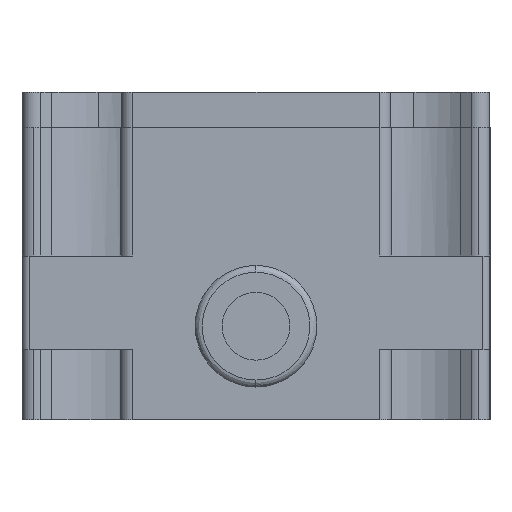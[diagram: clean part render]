
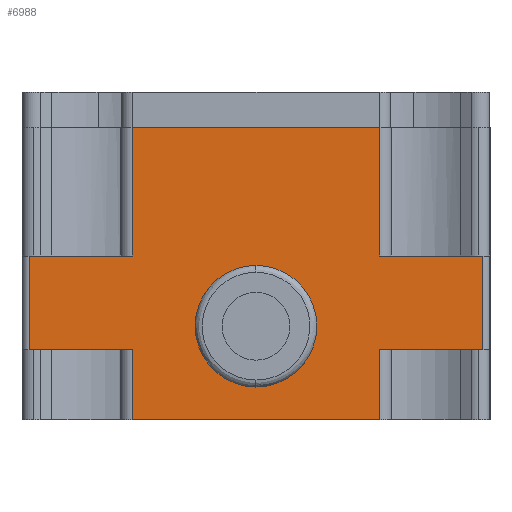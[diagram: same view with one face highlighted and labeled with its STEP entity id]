
A CAD part, left-side view. The second image highlights one B-rep face of the part: STEP entity #6988.
In plain terms, the highlighted planar face has unit normal (-1, 0, 0).
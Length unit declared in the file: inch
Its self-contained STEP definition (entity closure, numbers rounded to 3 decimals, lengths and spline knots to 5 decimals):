
#16 = CARTESIAN_POINT ( 'NONE',  ( 0., -0.38189, 0.27559 ) ) ;
#34 = AXIS2_PLACEMENT_3D ( 'NONE', #5469, #2440, #2394 ) ;
#180 = DIRECTION ( 'NONE',  ( 0., -1., 0. ) ) ;
#227 = VERTEX_POINT ( 'NONE', #6443 ) ;
#228 = VERTEX_POINT ( 'NONE', #5239 ) ;
#239 = CARTESIAN_POINT ( 'NONE',  ( 0., -0.38189, 0.11811 ) ) ;
#260 = VECTOR ( 'NONE', #180, 39.37008 ) ;
#359 = CARTESIAN_POINT ( 'NONE',  ( 0., -0.20828, 0.11811 ) ) ;
#370 = CARTESIAN_POINT ( 'NONE',  ( 0., 0.20828, 0.11811 ) ) ;
#403 = DIRECTION ( 'NONE',  ( 0., 1., 0. ) ) ;
#478 = LINE ( 'NONE', #4891, #6655 ) ;
#485 = ORIENTED_EDGE ( 'NONE', *, *, #3404, .T. ) ;
#508 = EDGE_CURVE ( 'NONE', #227, #3767, #3682, .T. ) ;
#509 = ORIENTED_EDGE ( 'NONE', *, *, #7243, .T. ) ;
#729 = VERTEX_POINT ( 'NONE', #2062 ) ;
#771 = CARTESIAN_POINT ( 'NONE',  ( 0., 0.38189, 0.11811 ) ) ;
#791 = ORIENTED_EDGE ( 'NONE', *, *, #3456, .T. ) ;
#844 = CARTESIAN_POINT ( 'NONE',  ( 0., 0., 0.25984 ) ) ;
#864 = VECTOR ( 'NONE', #3742, 39.37008 ) ;
#980 = VERTEX_POINT ( 'NONE', #2338 ) ;
#983 = EDGE_LOOP ( 'NONE', ( #485, #7552, #4319, #3819, #791, #6960, #3892, #5383, #3259, #509, #7589, #2194 ) ) ;
#1010 = DIRECTION ( 'NONE',  ( 0., 0., -1. ) ) ;
#1059 = CARTESIAN_POINT ( 'NONE',  ( 0., 0., 0.05512 ) ) ;
#1129 = EDGE_CURVE ( 'NONE', #3099, #228, #2641, .T. ) ;
#1179 = EDGE_CURVE ( 'NONE', #3497, #4808, #478, .T. ) ;
#1233 = DIRECTION ( 'NONE',  ( 1., 0., 0. ) ) ;
#1321 = VERTEX_POINT ( 'NONE', #844 ) ;
#1345 = EDGE_LOOP ( 'NONE', ( #1798, #7686 ) ) ;
#1639 = FACE_OUTER_BOUND ( 'NONE', #983, .T. ) ;
#1798 = ORIENTED_EDGE ( 'NONE', *, *, #7030, .T. ) ;
#2059 = DIRECTION ( 'NONE',  ( 0., 0., 1. ) ) ;
#2062 = CARTESIAN_POINT ( 'NONE',  ( 0., -0.38189, 0.11811 ) ) ;
#2194 = ORIENTED_EDGE ( 'NONE', *, *, #5124, .T. ) ;
#2207 = DIRECTION ( 'NONE',  ( 0., 0., 1. ) ) ;
#2223 = CARTESIAN_POINT ( 'NONE',  ( 0., -0.38189, 0.49213 ) ) ;
#2288 = CIRCLE ( 'NONE', #4310, 0.10236 ) ;
#2338 = CARTESIAN_POINT ( 'NONE',  ( 0., 0.20828, 0.49213 ) ) ;
#2368 = EDGE_CURVE ( 'NONE', #2940, #7341, #2856, .T. ) ;
#2394 = DIRECTION ( 'NONE',  ( 0., 0., 1. ) ) ;
#2397 = VERTEX_POINT ( 'NONE', #6912 ) ;
#2440 = DIRECTION ( 'NONE',  ( -1., 0., 0. ) ) ;
#2569 = VERTEX_POINT ( 'NONE', #1059 ) ;
#2601 = DIRECTION ( 'NONE',  ( 0., 0., -1. ) ) ;
#2626 = CARTESIAN_POINT ( 'NONE',  ( 0., 0.20828, 0. ) ) ;
#2641 = LINE ( 'NONE', #16, #864 ) ;
#2701 = CARTESIAN_POINT ( 'NONE',  ( 0., -0.20828, 0.11811 ) ) ;
#2856 = LINE ( 'NONE', #4367, #6882 ) ;
#2940 = VERTEX_POINT ( 'NONE', #5336 ) ;
#2974 = DIRECTION ( 'NONE',  ( 0., -1., 0. ) ) ;
#3067 = CARTESIAN_POINT ( 'NONE',  ( 0., 0., 0.15748 ) ) ;
#3099 = VERTEX_POINT ( 'NONE', #5539 ) ;
#3122 = VECTOR ( 'NONE', #2059, 39.37008 ) ;
#3180 = LINE ( 'NONE', #370, #4206 ) ;
#3259 = ORIENTED_EDGE ( 'NONE', *, *, #5032, .T. ) ;
#3301 = DIRECTION ( 'NONE',  ( 1., 0., 0. ) ) ;
#3404 = EDGE_CURVE ( 'NONE', #2397, #980, #5817, .T. ) ;
#3456 = EDGE_CURVE ( 'NONE', #7026, #3497, #5436, .T. ) ;
#3497 = VERTEX_POINT ( 'NONE', #5348 ) ;
#3584 = CARTESIAN_POINT ( 'NONE',  ( 0., 0.38189, 0.11811 ) ) ;
#3644 = VECTOR ( 'NONE', #6159, 39.37008 ) ;
#3682 = LINE ( 'NONE', #4762, #6292 ) ;
#3725 = LINE ( 'NONE', #4298, #6433 ) ;
#3742 = DIRECTION ( 'NONE',  ( 0., 1., 0. ) ) ;
#3767 = VERTEX_POINT ( 'NONE', #2701 ) ;
#3819 = ORIENTED_EDGE ( 'NONE', *, *, #4931, .T. ) ;
#3837 = CARTESIAN_POINT ( 'NONE',  ( 0., -0.38189, 0.11811 ) ) ;
#3892 = ORIENTED_EDGE ( 'NONE', *, *, #5432, .T. ) ;
#4044 = CARTESIAN_POINT ( 'NONE',  ( 0., -0.38189, 0.11811 ) ) ;
#4206 = VECTOR ( 'NONE', #1010, 39.37008 ) ;
#4231 = VECTOR ( 'NONE', #403, 39.37008 ) ;
#4298 = CARTESIAN_POINT ( 'NONE',  ( 0., -0.38189, 0. ) ) ;
#4310 = AXIS2_PLACEMENT_3D ( 'NONE', #3067, #1233, #7218 ) ;
#4319 = ORIENTED_EDGE ( 'NONE', *, *, #2368, .T. ) ;
#4367 = CARTESIAN_POINT ( 'NONE',  ( 0., -0.38189, 0.27559 ) ) ;
#4480 = DIRECTION ( 'NONE',  ( 0., 0., 1. ) ) ;
#4566 = EDGE_CURVE ( 'NONE', #980, #2940, #3180, .T. ) ;
#4657 = LINE ( 'NONE', #239, #260 ) ;
#4762 = CARTESIAN_POINT ( 'NONE',  ( 0., -0.20828, 0.11811 ) ) ;
#4808 = VERTEX_POINT ( 'NONE', #2626 ) ;
#4891 = CARTESIAN_POINT ( 'NONE',  ( 0., 0.20828, 0.11811 ) ) ;
#4931 = EDGE_CURVE ( 'NONE', #7341, #7026, #5607, .T. ) ;
#5032 = EDGE_CURVE ( 'NONE', #3767, #729, #4657, .T. ) ;
#5124 = EDGE_CURVE ( 'NONE', #228, #2397, #6068, .T. ) ;
#5239 = CARTESIAN_POINT ( 'NONE',  ( 0., -0.20828, 0.27559 ) ) ;
#5336 = CARTESIAN_POINT ( 'NONE',  ( 0., 0.20828, 0.27559 ) ) ;
#5348 = CARTESIAN_POINT ( 'NONE',  ( 0., 0.20828, 0.11811 ) ) ;
#5383 = ORIENTED_EDGE ( 'NONE', *, *, #508, .T. ) ;
#5415 = PLANE ( 'NONE',  #34 ) ;
#5432 = EDGE_CURVE ( 'NONE', #4808, #227, #3725, .T. ) ;
#5436 = LINE ( 'NONE', #4044, #5808 ) ;
#5469 = CARTESIAN_POINT ( 'NONE',  ( 0., -0.38189, 0.11811 ) ) ;
#5539 = CARTESIAN_POINT ( 'NONE',  ( 0., -0.38189, 0.27559 ) ) ;
#5607 = LINE ( 'NONE', #771, #3644 ) ;
#5707 = AXIS2_PLACEMENT_3D ( 'NONE', #5733, #3301, #4480 ) ;
#5725 = CIRCLE ( 'NONE', #5707, 0.10236 ) ;
#5733 = CARTESIAN_POINT ( 'NONE',  ( 0., 0., 0.15748 ) ) ;
#5808 = VECTOR ( 'NONE', #2974, 39.37008 ) ;
#5817 = LINE ( 'NONE', #2223, #4231 ) ;
#6068 = LINE ( 'NONE', #359, #7100 ) ;
#6119 = DIRECTION ( 'NONE',  ( 0., -1., 0. ) ) ;
#6159 = DIRECTION ( 'NONE',  ( 0., 0., -1. ) ) ;
#6292 = VECTOR ( 'NONE', #7203, 39.37008 ) ;
#6295 = LINE ( 'NONE', #3837, #3122 ) ;
#6433 = VECTOR ( 'NONE', #6119, 39.37008 ) ;
#6443 = CARTESIAN_POINT ( 'NONE',  ( 0., -0.20828, 0. ) ) ;
#6655 = VECTOR ( 'NONE', #2601, 39.37008 ) ;
#6882 = VECTOR ( 'NONE', #7291, 39.37008 ) ;
#6912 = CARTESIAN_POINT ( 'NONE',  ( 0., -0.20828, 0.49213 ) ) ;
#6960 = ORIENTED_EDGE ( 'NONE', *, *, #1179, .T. ) ;
#6975 = CARTESIAN_POINT ( 'NONE',  ( 0., 0.38189, 0.27559 ) ) ;
#6988 = ADVANCED_FACE ( 'NONE', ( #1639, #7336 ), #5415, .T. ) ;
#7026 = VERTEX_POINT ( 'NONE', #3584 ) ;
#7030 = EDGE_CURVE ( 'NONE', #1321, #2569, #2288, .T. ) ;
#7100 = VECTOR ( 'NONE', #2207, 39.37008 ) ;
#7203 = DIRECTION ( 'NONE',  ( 0., 0., 1. ) ) ;
#7218 = DIRECTION ( 'NONE',  ( 0., 0., 1. ) ) ;
#7243 = EDGE_CURVE ( 'NONE', #729, #3099, #6295, .T. ) ;
#7291 = DIRECTION ( 'NONE',  ( 0., 1., 0. ) ) ;
#7336 = FACE_BOUND ( 'NONE', #1345, .T. ) ;
#7341 = VERTEX_POINT ( 'NONE', #6975 ) ;
#7515 = EDGE_CURVE ( 'NONE', #2569, #1321, #5725, .T. ) ;
#7552 = ORIENTED_EDGE ( 'NONE', *, *, #4566, .T. ) ;
#7589 = ORIENTED_EDGE ( 'NONE', *, *, #1129, .T. ) ;
#7686 = ORIENTED_EDGE ( 'NONE', *, *, #7515, .T. ) ;
